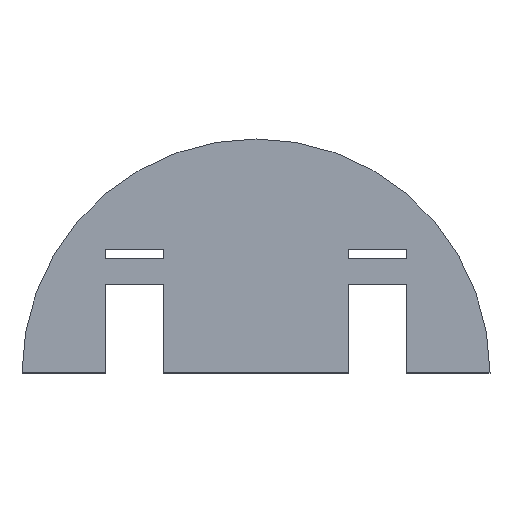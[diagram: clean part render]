
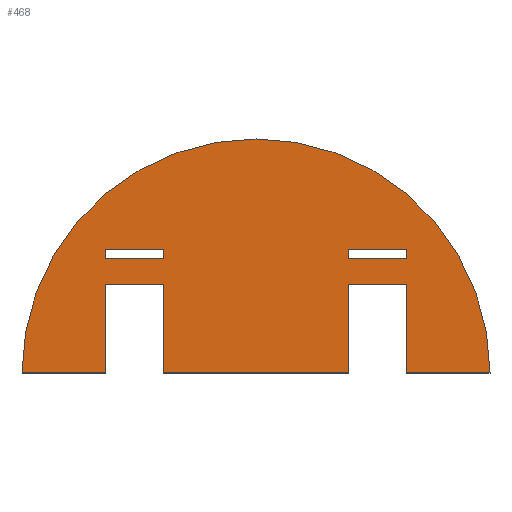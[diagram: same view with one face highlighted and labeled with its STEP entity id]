
A CAD part, top view. The second image highlights one B-rep face of the part: STEP entity #468.
In plain terms, the highlighted planar face has unit normal (0, 0, 1).
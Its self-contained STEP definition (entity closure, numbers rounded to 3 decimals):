
#9 = DIRECTION ( 'NONE',  ( 0., 0., 1. ) ) ;
#14 = VECTOR ( 'NONE', #541, 1000. ) ;
#16 = ORIENTED_EDGE ( 'NONE', *, *, #413, .T. ) ;
#17 = VERTEX_POINT ( 'NONE', #576 ) ;
#21 = LINE ( 'NONE', #550, #419 ) ;
#30 = CARTESIAN_POINT ( 'NONE',  ( 16.1, 9.5, 3. ) ) ;
#34 = VERTEX_POINT ( 'NONE', #578 ) ;
#37 = DIRECTION ( 'NONE',  ( 1., 0., 0. ) ) ;
#39 = ORIENTED_EDGE ( 'NONE', *, *, #492, .T. ) ;
#40 = ORIENTED_EDGE ( 'NONE', *, *, #591, .T. ) ;
#45 = VERTEX_POINT ( 'NONE', #602 ) ;
#47 = VECTOR ( 'NONE', #128, 1000. ) ;
#53 = VECTOR ( 'NONE', #489, 1000. ) ;
#60 = VERTEX_POINT ( 'NONE', #508 ) ;
#62 = CARTESIAN_POINT ( 'NONE',  ( -16.1, 13.2, 3. ) ) ;
#63 = LINE ( 'NONE', #480, #632 ) ;
#68 = LINE ( 'NONE', #370, #123 ) ;
#73 = VERTEX_POINT ( 'NONE', #575 ) ;
#75 = PLANE ( 'NONE',  #337 ) ;
#79 = DIRECTION ( 'NONE',  ( -1., 0., 0. ) ) ;
#86 = EDGE_LOOP ( 'NONE', ( #552, #485, #533, #175 ) ) ;
#88 = VECTOR ( 'NONE', #79, 1000. ) ;
#89 = VECTOR ( 'NONE', #519, 1000. ) ;
#93 = CARTESIAN_POINT ( 'NONE',  ( 0., 0., 3. ) ) ;
#95 = LINE ( 'NONE', #561, #14 ) ;
#99 = VERTEX_POINT ( 'NONE', #542 ) ;
#104 = LINE ( 'NONE', #62, #88 ) ;
#108 = VERTEX_POINT ( 'NONE', #586 ) ;
#110 = LINE ( 'NONE', #335, #354 ) ;
#113 = FACE_OUTER_BOUND ( 'NONE', #595, .T. ) ;
#119 = VERTEX_POINT ( 'NONE', #540 ) ;
#123 = VECTOR ( 'NONE', #364, 1000. ) ;
#126 = EDGE_CURVE ( 'NONE', #348, #119, #620, .T. ) ;
#127 = EDGE_CURVE ( 'NONE', #119, #487, #145, .T. ) ;
#128 = DIRECTION ( 'NONE',  ( 1., 0., 0. ) ) ;
#129 = EDGE_CURVE ( 'NONE', #487, #60, #63, .T. ) ;
#131 = EDGE_CURVE ( 'NONE', #547, #348, #570, .T. ) ;
#142 = ORIENTED_EDGE ( 'NONE', *, *, #579, .F. ) ;
#145 = LINE ( 'NONE', #458, #53 ) ;
#146 = LINE ( 'NONE', #651, #234 ) ;
#151 = LINE ( 'NONE', #192, #47 ) ;
#155 = FACE_BOUND ( 'NONE', #534, .T. ) ;
#157 = VERTEX_POINT ( 'NONE', #446 ) ;
#162 = DIRECTION ( 'NONE',  ( 1., 0., 0. ) ) ;
#163 = DIRECTION ( 'NONE',  ( 0., 0., 1. ) ) ;
#165 = CARTESIAN_POINT ( 'NONE',  ( 0., 0., 3. ) ) ;
#166 = LINE ( 'NONE', #511, #475 ) ;
#172 = VERTEX_POINT ( 'NONE', #447 ) ;
#175 = ORIENTED_EDGE ( 'NONE', *, *, #577, .F. ) ;
#176 = VERTEX_POINT ( 'NONE', #437 ) ;
#186 = VERTEX_POINT ( 'NONE', #513 ) ;
#190 = ORIENTED_EDGE ( 'NONE', *, *, #126, .T. ) ;
#192 = CARTESIAN_POINT ( 'NONE',  ( -16.1, 12.2, 3. ) ) ;
#212 = LINE ( 'NONE', #363, #580 ) ;
#215 = ORIENTED_EDGE ( 'NONE', *, *, #129, .T. ) ;
#219 = VECTOR ( 'NONE', #646, 1000. ) ;
#224 = LINE ( 'NONE', #376, #453 ) ;
#227 = ORIENTED_EDGE ( 'NONE', *, *, #127, .T. ) ;
#234 = VECTOR ( 'NONE', #650, 1000. ) ;
#241 = FACE_BOUND ( 'NONE', #86, .T. ) ;
#263 = DIRECTION ( 'NONE',  ( 0., -1., 0. ) ) ;
#270 = CARTESIAN_POINT ( 'NONE',  ( 9.9, 0., 3. ) ) ;
#318 = CARTESIAN_POINT ( 'NONE',  ( 9.9, 12.2, 3. ) ) ;
#332 = DIRECTION ( 'NONE',  ( -1., 0., 0. ) ) ;
#335 = CARTESIAN_POINT ( 'NONE',  ( 16.1, 13.2, 3. ) ) ;
#337 = AXIS2_PLACEMENT_3D ( 'NONE', #93, #9, #37 ) ;
#341 = VECTOR ( 'NONE', #546, 1000. ) ;
#348 = VERTEX_POINT ( 'NONE', #270 ) ;
#349 = EDGE_CURVE ( 'NONE', #108, #99, #574, .T. ) ;
#354 = VECTOR ( 'NONE', #332, 1000. ) ;
#360 = AXIS2_PLACEMENT_3D ( 'NONE', #165, #163, #162 ) ;
#361 = DIRECTION ( 'NONE',  ( 0., 1., 0. ) ) ;
#363 = CARTESIAN_POINT ( 'NONE',  ( -16.1, 0., 3. ) ) ;
#364 = DIRECTION ( 'NONE',  ( 1., 0., 0. ) ) ;
#370 = CARTESIAN_POINT ( 'NONE',  ( -16.1, 9.5, 3. ) ) ;
#376 = CARTESIAN_POINT ( 'NONE',  ( -9.9, 9.5, 3. ) ) ;
#377 = DIRECTION ( 'NONE',  ( 0., -1., 0. ) ) ;
#381 = ORIENTED_EDGE ( 'NONE', *, *, #671, .F. ) ;
#407 = ORIENTED_EDGE ( 'NONE', *, *, #583, .F. ) ;
#411 = DIRECTION ( 'NONE',  ( 1., 0., 0. ) ) ;
#413 = EDGE_CURVE ( 'NONE', #45, #507, #642, .T. ) ;
#416 = EDGE_CURVE ( 'NONE', #600, #582, #151, .T. ) ;
#419 = VECTOR ( 'NONE', #549, 1000. ) ;
#437 = CARTESIAN_POINT ( 'NONE',  ( -16.1, 13.2, 3. ) ) ;
#439 = EDGE_CURVE ( 'NONE', #17, #176, #104, .T. ) ;
#444 = LINE ( 'NONE', #656, #219 ) ;
#446 = CARTESIAN_POINT ( 'NONE',  ( -9.9, 9.5, 3. ) ) ;
#447 = CARTESIAN_POINT ( 'NONE',  ( 16.1, 12.2, 3. ) ) ;
#453 = VECTOR ( 'NONE', #377, 1000. ) ;
#458 = CARTESIAN_POINT ( 'NONE',  ( 16.1, 9.5, 3. ) ) ;
#461 = CARTESIAN_POINT ( 'NONE',  ( -9.9, 0., 3. ) ) ;
#468 = ADVANCED_FACE ( 'NONE', ( #241, #113, #155 ), #75, .T. ) ;
#472 = DIRECTION ( 'NONE',  ( 0., -1., 0. ) ) ;
#475 = VECTOR ( 'NONE', #505, 1000. ) ;
#480 = CARTESIAN_POINT ( 'NONE',  ( 16.1, 0., 3. ) ) ;
#485 = ORIENTED_EDGE ( 'NONE', *, *, #498, .F. ) ;
#487 = VERTEX_POINT ( 'NONE', #30 ) ;
#489 = DIRECTION ( 'NONE',  ( 1., 0., 0. ) ) ;
#492 = EDGE_CURVE ( 'NONE', #507, #186, #146, .T. ) ;
#498 = EDGE_CURVE ( 'NONE', #176, #600, #444, .T. ) ;
#505 = DIRECTION ( 'NONE',  ( 1., 0., 0. ) ) ;
#507 = VERTEX_POINT ( 'NONE', #641 ) ;
#508 = CARTESIAN_POINT ( 'NONE',  ( 16.1, 0., 3. ) ) ;
#511 = CARTESIAN_POINT ( 'NONE',  ( 16.1, 0., 3. ) ) ;
#513 = CARTESIAN_POINT ( 'NONE',  ( -16.1, 0., 3. ) ) ;
#516 = CARTESIAN_POINT ( 'NONE',  ( 9.9, 9.5, 3. ) ) ;
#519 = DIRECTION ( 'NONE',  ( 0., 1., 0. ) ) ;
#533 = ORIENTED_EDGE ( 'NONE', *, *, #439, .F. ) ;
#534 = EDGE_LOOP ( 'NONE', ( #407, #142, #630, #381 ) ) ;
#540 = CARTESIAN_POINT ( 'NONE',  ( 9.9, 9.5, 3. ) ) ;
#541 = DIRECTION ( 'NONE',  ( 0., 1., 0. ) ) ;
#542 = CARTESIAN_POINT ( 'NONE',  ( 9.9, 12.2, 3. ) ) ;
#544 = ORIENTED_EDGE ( 'NONE', *, *, #131, .T. ) ;
#545 = CARTESIAN_POINT ( 'NONE',  ( -16.1, 12.2, 3. ) ) ;
#546 = DIRECTION ( 'NONE',  ( 1., 0., 0. ) ) ;
#547 = VERTEX_POINT ( 'NONE', #603 ) ;
#548 = CARTESIAN_POINT ( 'NONE',  ( -9.9, 12.2, 3. ) ) ;
#549 = DIRECTION ( 'NONE',  ( 0., 1., 0. ) ) ;
#550 = CARTESIAN_POINT ( 'NONE',  ( -9.9, 12.2, 3. ) ) ;
#552 = ORIENTED_EDGE ( 'NONE', *, *, #416, .F. ) ;
#559 = VECTOR ( 'NONE', #263, 1000. ) ;
#561 = CARTESIAN_POINT ( 'NONE',  ( 16.1, 12.2, 3. ) ) ;
#565 = LINE ( 'NONE', #593, #341 ) ;
#569 = VECTOR ( 'NONE', #411, 1000. ) ;
#570 = LINE ( 'NONE', #461, #569 ) ;
#574 = LINE ( 'NONE', #318, #559 ) ;
#575 = CARTESIAN_POINT ( 'NONE',  ( -16.1, 9.5, 3. ) ) ;
#576 = CARTESIAN_POINT ( 'NONE',  ( -9.9, 13.2, 3. ) ) ;
#577 = EDGE_CURVE ( 'NONE', #582, #17, #21, .T. ) ;
#578 = CARTESIAN_POINT ( 'NONE',  ( 16.1, 13.2, 3. ) ) ;
#579 = EDGE_CURVE ( 'NONE', #99, #172, #565, .T. ) ;
#580 = VECTOR ( 'NONE', #361, 1000. ) ;
#582 = VERTEX_POINT ( 'NONE', #548 ) ;
#583 = EDGE_CURVE ( 'NONE', #172, #34, #95, .T. ) ;
#586 = CARTESIAN_POINT ( 'NONE',  ( 9.9, 13.2, 3. ) ) ;
#591 = EDGE_CURVE ( 'NONE', #60, #45, #166, .T. ) ;
#593 = CARTESIAN_POINT ( 'NONE',  ( 16.1, 12.2, 3. ) ) ;
#595 = EDGE_LOOP ( 'NONE', ( #16, #39, #652, #629, #610, #544, #190, #227, #215, #40 ) ) ;
#600 = VERTEX_POINT ( 'NONE', #545 ) ;
#602 = CARTESIAN_POINT ( 'NONE',  ( 25., 0., 3. ) ) ;
#603 = CARTESIAN_POINT ( 'NONE',  ( -9.9, 0., 3. ) ) ;
#610 = ORIENTED_EDGE ( 'NONE', *, *, #664, .T. ) ;
#620 = LINE ( 'NONE', #516, #89 ) ;
#629 = ORIENTED_EDGE ( 'NONE', *, *, #665, .T. ) ;
#630 = ORIENTED_EDGE ( 'NONE', *, *, #349, .F. ) ;
#632 = VECTOR ( 'NONE', #472, 1000. ) ;
#641 = CARTESIAN_POINT ( 'NONE',  ( -25., 0., 3. ) ) ;
#642 = CIRCLE ( 'NONE', #360, 25. ) ;
#646 = DIRECTION ( 'NONE',  ( 0., -1., 0. ) ) ;
#650 = DIRECTION ( 'NONE',  ( 1., 0., 0. ) ) ;
#651 = CARTESIAN_POINT ( 'NONE',  ( -25., 0., 3. ) ) ;
#652 = ORIENTED_EDGE ( 'NONE', *, *, #667, .T. ) ;
#656 = CARTESIAN_POINT ( 'NONE',  ( -16.1, 12.2, 3. ) ) ;
#664 = EDGE_CURVE ( 'NONE', #157, #547, #224, .T. ) ;
#665 = EDGE_CURVE ( 'NONE', #73, #157, #68, .T. ) ;
#667 = EDGE_CURVE ( 'NONE', #186, #73, #212, .T. ) ;
#671 = EDGE_CURVE ( 'NONE', #34, #108, #110, .T. ) ;
